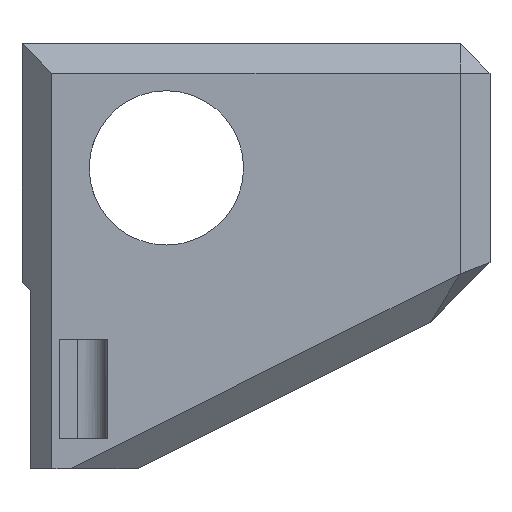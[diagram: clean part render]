
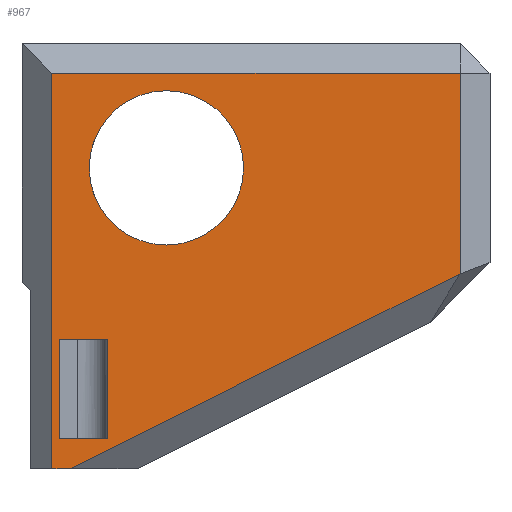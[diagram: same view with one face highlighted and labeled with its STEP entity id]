
A CAD part, front view. The second image highlights one B-rep face of the part: STEP entity #967.
In plain terms, the highlighted planar face has unit normal (0, -1, 0).
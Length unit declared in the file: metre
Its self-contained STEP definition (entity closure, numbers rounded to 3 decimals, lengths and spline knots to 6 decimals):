
#52=LINE('',#1490,#163);
#53=LINE('',#1493,#164);
#54=LINE('',#1495,#165);
#55=LINE('',#1497,#166);
#56=LINE('',#1499,#167);
#57=LINE('',#1500,#168);
#58=LINE('',#1503,#169);
#59=LINE('',#1505,#170);
#60=LINE('',#1507,#171);
#163=VECTOR('',#1171,1.);
#164=VECTOR('',#1172,1.);
#165=VECTOR('',#1173,1.);
#166=VECTOR('',#1174,1.);
#167=VECTOR('',#1175,1.);
#168=VECTOR('',#1176,1.);
#169=VECTOR('',#1177,1.);
#170=VECTOR('',#1178,1.);
#171=VECTOR('',#1179,1.);
#243=PLANE('',#1044);
#350=ORIENTED_EDGE('',*,*,#609,.T.);
#351=ORIENTED_EDGE('',*,*,#610,.T.);
#352=ORIENTED_EDGE('',*,*,#611,.T.);
#353=ORIENTED_EDGE('',*,*,#612,.T.);
#354=ORIENTED_EDGE('',*,*,#613,.T.);
#355=ORIENTED_EDGE('',*,*,#568,.F.);
#356=ORIENTED_EDGE('',*,*,#614,.F.);
#357=ORIENTED_EDGE('',*,*,#615,.T.);
#358=ORIENTED_EDGE('',*,*,#616,.T.);
#359=ORIENTED_EDGE('',*,*,#617,.F.);
#568=EDGE_CURVE('',#701,#701,#784,.T.);
#609=EDGE_CURVE('',#735,#736,#52,.T.);
#610=EDGE_CURVE('',#736,#737,#53,.T.);
#611=EDGE_CURVE('',#737,#738,#54,.T.);
#612=EDGE_CURVE('',#738,#739,#55,.T.);
#613=EDGE_CURVE('',#739,#735,#56,.T.);
#614=EDGE_CURVE('',#740,#741,#57,.T.);
#615=EDGE_CURVE('',#740,#742,#58,.T.);
#616=EDGE_CURVE('',#742,#743,#59,.T.);
#617=EDGE_CURVE('',#741,#743,#60,.T.);
#701=VERTEX_POINT('',#1376);
#735=VERTEX_POINT('',#1491);
#736=VERTEX_POINT('',#1492);
#737=VERTEX_POINT('',#1494);
#738=VERTEX_POINT('',#1496);
#739=VERTEX_POINT('',#1498);
#740=VERTEX_POINT('',#1501);
#741=VERTEX_POINT('',#1502);
#742=VERTEX_POINT('',#1504);
#743=VERTEX_POINT('',#1506);
#784=CIRCLE('',#1034,0.00775);
#811=EDGE_LOOP('',(#350,#351,#352,#353,#354));
#812=EDGE_LOOP('',(#355));
#813=EDGE_LOOP('',(#356,#357,#358,#359));
#890=FACE_BOUND('',#811,.T.);
#891=FACE_BOUND('',#812,.T.);
#892=FACE_BOUND('',#813,.T.);
#967=ADVANCED_FACE('',(#890,#891,#892),#243,.T.);
#1034=AXIS2_PLACEMENT_3D('',#1375,#1115,#1116);
#1044=AXIS2_PLACEMENT_3D('',#1489,#1169,#1170);
#1115=DIRECTION('',(0.,-1.,0.));
#1116=DIRECTION('',(0.,0.,-1.));
#1169=DIRECTION('',(0.,-1.,0.));
#1170=DIRECTION('',(1.,0.,0.));
#1171=DIRECTION('',(-1.,0.,0.));
#1172=DIRECTION('',(0.,0.,-1.));
#1173=DIRECTION('',(1.,0.,0.));
#1174=DIRECTION('',(0.895,0.,0.447));
#1175=DIRECTION('',(0.,0.,1.));
#1176=DIRECTION('',(1.,0.,0.));
#1177=DIRECTION('',(0.,0.,1.));
#1178=DIRECTION('',(1.,0.,0.));
#1179=DIRECTION('',(0.,0.,1.));
#1375=CARTESIAN_POINT('',(0.,-0.025,0.));
#1376=CARTESIAN_POINT('',(0.,-0.025,-0.00775));
#1489=CARTESIAN_POINT('',(0.,-0.025,0.));
#1490=CARTESIAN_POINT('',(0.,-0.025,0.0095));
#1491=CARTESIAN_POINT('',(0.0295,-0.025,0.0095));
#1492=CARTESIAN_POINT('',(-0.0115,-0.025,0.0095));
#1493=CARTESIAN_POINT('',(-0.0115,-0.025,0.));
#1494=CARTESIAN_POINT('',(-0.0115,-0.025,-0.0302));
#1495=CARTESIAN_POINT('',(-0.008306,-0.025,-0.0302));
#1496=CARTESIAN_POINT('',(-0.009638,-0.025,-0.0302));
#1497=CARTESIAN_POINT('',(0.010149,-0.025,-0.020314));
#1498=CARTESIAN_POINT('',(0.0295,-0.025,-0.010645));
#1499=CARTESIAN_POINT('',(0.0295,-0.025,0.));
#1500=CARTESIAN_POINT('',(-0.008306,-0.025,-0.0272));
#1501=CARTESIAN_POINT('',(-0.010686,-0.025,-0.0272));
#1502=CARTESIAN_POINT('',(-0.005926,-0.025,-0.0272));
#1503=CARTESIAN_POINT('',(-0.010686,-0.025,-0.0222));
#1504=CARTESIAN_POINT('',(-0.010686,-0.025,-0.0172));
#1505=CARTESIAN_POINT('',(-0.008306,-0.025,-0.0172));
#1506=CARTESIAN_POINT('',(-0.005926,-0.025,-0.0172));
#1507=CARTESIAN_POINT('',(-0.005926,-0.025,-0.0222));
